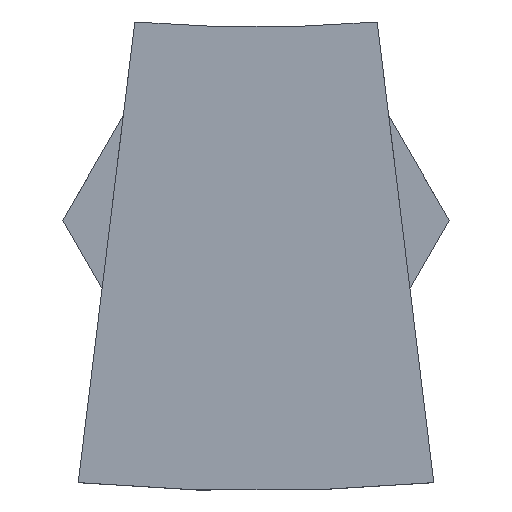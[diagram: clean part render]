
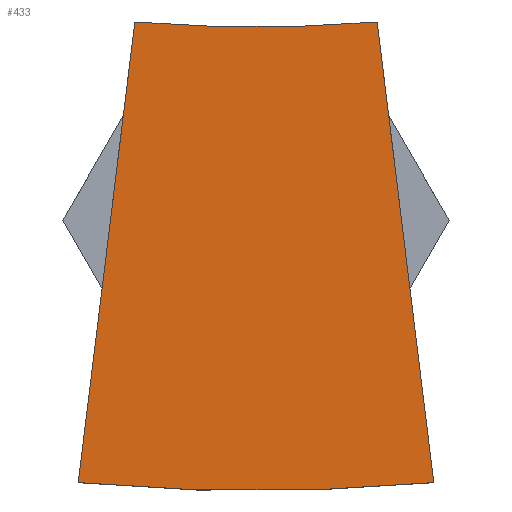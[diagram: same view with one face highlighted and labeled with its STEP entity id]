
A CAD part, top view. The second image highlights one B-rep face of the part: STEP entity #433.
In plain terms, the highlighted planar face has unit normal (0, 0, 1).
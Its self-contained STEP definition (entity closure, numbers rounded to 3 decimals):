
#320 = VERTEX_POINT('',#321);
#321 = CARTESIAN_POINT('',(-3.137,5.13,3.65));
#327 = EDGE_CURVE('',#320,#328,#330,.T.);
#328 = VERTEX_POINT('',#329);
#329 = CARTESIAN_POINT('',(3.137,5.13,3.65));
#330 = CIRCLE('',#331,38.);
#331 = AXIS2_PLACEMENT_3D('',#332,#333,#334);
#332 = CARTESIAN_POINT('',(0.,43.,3.65));
#333 = DIRECTION('',(0.,0.,1.));
#334 = DIRECTION('',(1.,0.,0.));
#352 = EDGE_CURVE('',#328,#353,#355,.T.);
#353 = VERTEX_POINT('',#354);
#354 = CARTESIAN_POINT('',(4.6,-6.788,3.65));
#355 = LINE('',#356,#357);
#356 = CARTESIAN_POINT('',(3.137,5.13,3.65));
#357 = VECTOR('',#358,1.);
#358 = DIRECTION('',(0.122,-0.993,0.));
#385 = EDGE_CURVE('',#320,#386,#388,.T.);
#386 = VERTEX_POINT('',#387);
#387 = CARTESIAN_POINT('',(-4.6,-6.788,3.65));
#388 = LINE('',#389,#390);
#389 = CARTESIAN_POINT('',(-3.137,5.13,3.65));
#390 = VECTOR('',#391,1.);
#391 = DIRECTION('',(-0.122,-0.993,0.));
#433 = ADVANCED_FACE('',(#434),#446,.T.);
#434 = FACE_BOUND('',#435,.T.);
#435 = EDGE_LOOP('',(#436,#437,#444,#445));
#436 = ORIENTED_EDGE('',*,*,#385,.T.);
#437 = ORIENTED_EDGE('',*,*,#438,.T.);
#438 = EDGE_CURVE('',#386,#353,#439,.T.);
#439 = CIRCLE('',#440,50.);
#440 = AXIS2_PLACEMENT_3D('',#441,#442,#443);
#441 = CARTESIAN_POINT('',(0.,43.,3.65));
#442 = DIRECTION('',(0.,0.,1.));
#443 = DIRECTION('',(1.,0.,0.));
#444 = ORIENTED_EDGE('',*,*,#352,.F.);
#445 = ORIENTED_EDGE('',*,*,#327,.F.);
#446 = PLANE('',#447);
#447 = AXIS2_PLACEMENT_3D('',#448,#449,#450);
#448 = CARTESIAN_POINT('',(0.,-1.313,3.65));
#449 = DIRECTION('',(0.,0.,1.));
#450 = DIRECTION('',(1.,0.,0.));
